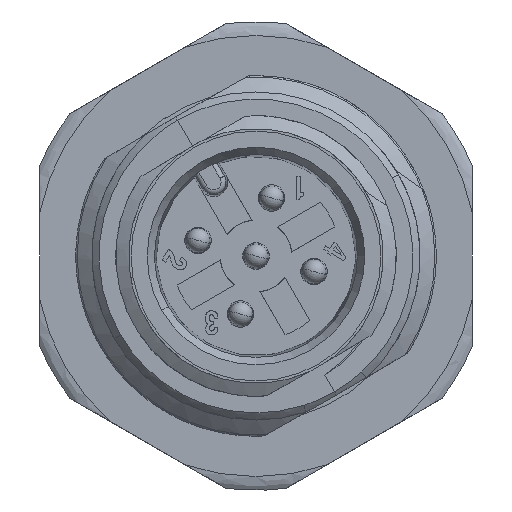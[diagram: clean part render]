
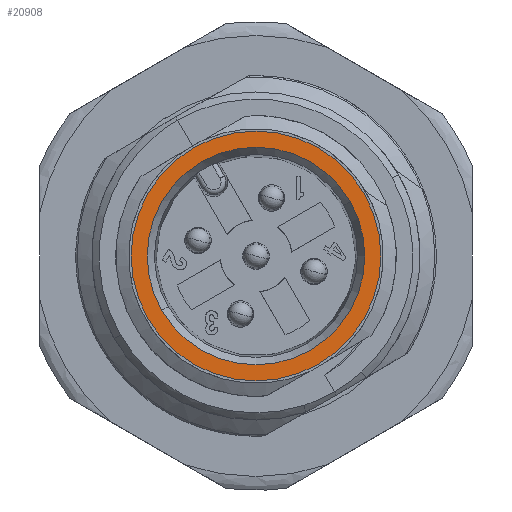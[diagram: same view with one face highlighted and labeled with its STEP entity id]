
A CAD part, front view. The second image highlights one B-rep face of the part: STEP entity #20908.
In plain terms, the highlighted planar face has unit normal (0, -1, 0).
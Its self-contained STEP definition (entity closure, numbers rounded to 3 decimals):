
#7128=CARTESIAN_POINT('',(0.,-21.,0.));
#7129=DIRECTION('',(0.,-1.,0.));
#7130=DIRECTION('',(0.5,0.,-0.866));
#7131=AXIS2_PLACEMENT_3D('',#7128,#7129,#7130);
#7137=CARTESIAN_POINT('',(0.,-21.,0.));
#7138=DIRECTION('',(0.,1.,0.));
#7139=DIRECTION('',(0.5,0.,-0.866));
#7140=AXIS2_PLACEMENT_3D('',#7137,#7138,#7139);
#7146=CARTESIAN_POINT('',(0.,-21.,0.));
#7147=DIRECTION('',(0.,1.,0.));
#7148=DIRECTION('',(0.866,0.,0.5));
#7149=AXIS2_PLACEMENT_3D('',#7146,#7147,#7148);
#7151=CARTESIAN_POINT('',(0.,-21.,0.));
#7152=DIRECTION('',(0.,1.,0.));
#7153=DIRECTION('',(-0.866,0.,-0.5));
#7154=AXIS2_PLACEMENT_3D('',#7151,#7152,#7153);
#9561=CARTESIAN_POINT('',(2.6,-21.,-4.503));
#9562=CARTESIAN_POINT('',(-2.6,-21.,4.503));
#9563=VERTEX_POINT('',#9561);
#9564=VERTEX_POINT('',#9562);
#9853=CARTESIAN_POINT('',(3.921,-21.,2.264));
#9854=CARTESIAN_POINT('',(-3.921,-21.,-2.264));
#9855=VERTEX_POINT('',#9853);
#9856=VERTEX_POINT('',#9854);
#20893=CARTESIAN_POINT('',(0.,-21.,0.));
#20894=DIRECTION('',(0.,-1.,0.));
#20895=DIRECTION('',(-0.5,0.,0.866));
#20896=AXIS2_PLACEMENT_3D('',#20893,#20894,#20895);
#20897=PLANE('',#20896);
#20898=ORIENTED_EDGE('',*,*,#20887,.T.);
#20899=ORIENTED_EDGE('',*,*,#20873,.F.);
#20900=EDGE_LOOP('',(#20898,#20899));
#20901=FACE_OUTER_BOUND('',#20900,.F.);
#20903=ORIENTED_EDGE('',*,*,#20902,.F.);
#20905=ORIENTED_EDGE('',*,*,#20904,.F.);
#20906=EDGE_LOOP('',(#20903,#20905));
#20907=FACE_BOUND('',#20906,.F.);
#7132=CIRCLE('',#7131,5.2);
#7141=CIRCLE('',#7140,5.2);
#7150=CIRCLE('',#7149,4.528);
#7155=CIRCLE('',#7154,4.528);
#20873=EDGE_CURVE('',#9563,#9564,#7132,.T.);
#20887=EDGE_CURVE('',#9563,#9564,#7141,.T.);
#20902=EDGE_CURVE('',#9855,#9856,#7150,.T.);
#20904=EDGE_CURVE('',#9856,#9855,#7155,.T.);
#20908=ADVANCED_FACE('',(#20901,#20907),#20897,.T.);
